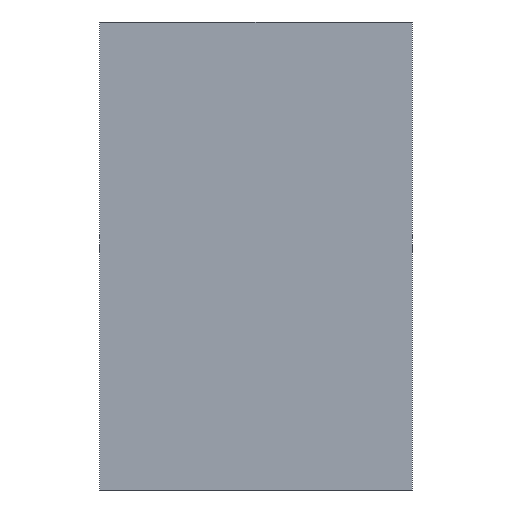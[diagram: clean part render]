
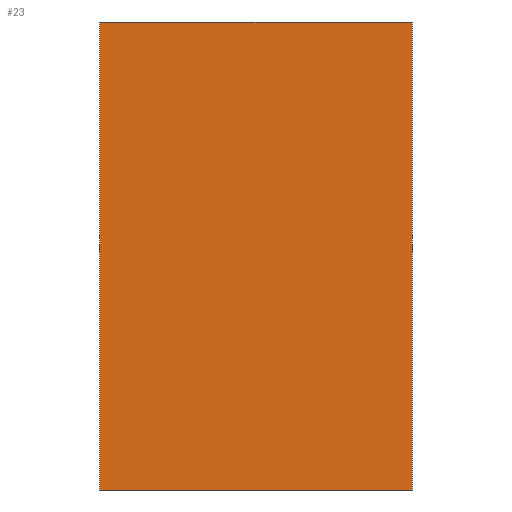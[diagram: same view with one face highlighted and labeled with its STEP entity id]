
A CAD part, front view. The second image highlights one B-rep face of the part: STEP entity #23.
In plain terms, the highlighted planar face has unit normal (0, -1, 0).
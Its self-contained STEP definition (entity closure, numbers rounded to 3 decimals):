
#23=ADVANCED_FACE('',(#29),#65,.T.);
#29=FACE_OUTER_BOUND('',#35,.F.);
#35=EDGE_LOOP('',(#53,#54,#55,#56));
#53=ORIENTED_EDGE('',*,*,#77,.F.);
#54=ORIENTED_EDGE('',*,*,#85,.F.);
#55=ORIENTED_EDGE('',*,*,#81,.T.);
#56=ORIENTED_EDGE('',*,*,#84,.T.);
#65=PLANE('',#152);
#77=EDGE_CURVE('',#115,#116,#89,.T.);
#81=EDGE_CURVE('',#111,#112,#93,.T.);
#84=EDGE_CURVE('',#112,#116,#96,.T.);
#85=EDGE_CURVE('',#111,#115,#97,.T.);
#89=LINE('',#200,#101);
#93=LINE('',#204,#105);
#96=LINE('',#207,#108);
#97=LINE('',#208,#109);
#101=VECTOR('',#162,6.);
#105=VECTOR('',#166,6.);
#108=VECTOR('',#169,9.);
#109=VECTOR('',#170,9.);
#111=VERTEX_POINT('',#190);
#112=VERTEX_POINT('',#191);
#115=VERTEX_POINT('',#194);
#116=VERTEX_POINT('',#195);
#152=AXIS2_PLACEMENT_3D('',#214,#180,#181);
#162=DIRECTION('',(-1.,0.,0.));
#166=DIRECTION('',(-1.,0.,0.));
#169=DIRECTION('',(0.,0.,1.));
#170=DIRECTION('',(0.,0.,1.));
#180=DIRECTION('',(0.,-1.,0.));
#181=DIRECTION('',(-1.,0.,0.));
#190=CARTESIAN_POINT('',(6.,-3.,0.));
#191=CARTESIAN_POINT('',(0.,-3.,0.));
#194=CARTESIAN_POINT('',(6.,-3.,9.));
#195=CARTESIAN_POINT('',(0.,-3.,9.));
#200=CARTESIAN_POINT('',(6.,-3.,9.));
#204=CARTESIAN_POINT('',(6.,-3.,0.));
#207=CARTESIAN_POINT('',(0.,-3.,0.));
#208=CARTESIAN_POINT('',(6.,-3.,0.));
#214=CARTESIAN_POINT('',(6.09,-3.,9.09));
